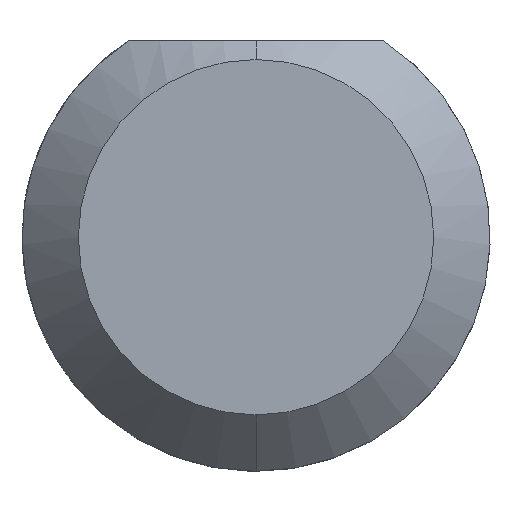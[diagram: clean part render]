
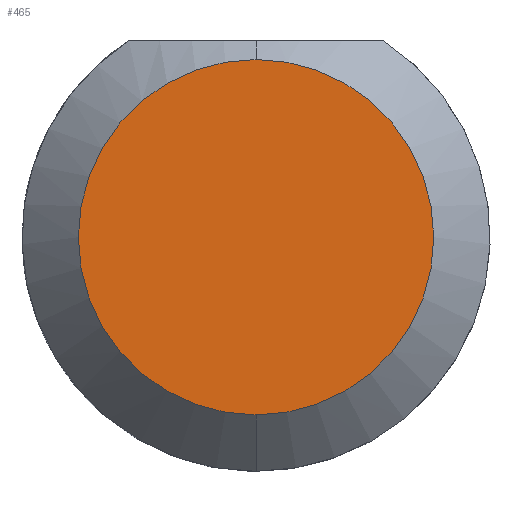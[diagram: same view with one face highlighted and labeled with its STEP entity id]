
A CAD part, left-side view. The second image highlights one B-rep face of the part: STEP entity #465.
In plain terms, the highlighted planar face has unit normal (-1, 0, 0).
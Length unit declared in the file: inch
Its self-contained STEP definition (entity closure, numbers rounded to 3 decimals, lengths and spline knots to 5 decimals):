
#15 = DIRECTION ( 'NONE',  ( 1., 0., 0. ) ) ;
#88 = EDGE_LOOP ( 'NONE', ( #194, #380 ) ) ;
#97 = CARTESIAN_POINT ( 'NONE',  ( 0., 0., 0.04735 ) ) ;
#99 = CARTESIAN_POINT ( 'NONE',  ( 0., 0., 0. ) ) ;
#144 = CARTESIAN_POINT ( 'NONE',  ( 0., 0., -0.04735 ) ) ;
#187 = CIRCLE ( 'NONE', #582, 0.04735 ) ;
#194 = ORIENTED_EDGE ( 'NONE', *, *, #614, .T. ) ;
#199 = VERTEX_POINT ( 'NONE', #144 ) ;
#277 = PLANE ( 'NONE',  #640 ) ;
#303 = DIRECTION ( 'NONE',  ( -1., 0., 0. ) ) ;
#314 = DIRECTION ( 'NONE',  ( -1., 0., 0. ) ) ;
#321 = CARTESIAN_POINT ( 'NONE',  ( 0., 0., 0. ) ) ;
#333 = FACE_OUTER_BOUND ( 'NONE', #88, .T. ) ;
#368 = EDGE_CURVE ( 'NONE', #404, #199, #187, .T. ) ;
#369 = DIRECTION ( 'NONE',  ( 0., 0., -1. ) ) ;
#380 = ORIENTED_EDGE ( 'NONE', *, *, #368, .T. ) ;
#404 = VERTEX_POINT ( 'NONE', #97 ) ;
#418 = AXIS2_PLACEMENT_3D ( 'NONE', #566, #303, #510 ) ;
#450 = CIRCLE ( 'NONE', #418, 0.04735 ) ;
#465 = ADVANCED_FACE ( 'NONE', ( #333 ), #277, .F. ) ;
#510 = DIRECTION ( 'NONE',  ( 0., 0., 1. ) ) ;
#566 = CARTESIAN_POINT ( 'NONE',  ( 0., 0., 0. ) ) ;
#582 = AXIS2_PLACEMENT_3D ( 'NONE', #99, #314, #630 ) ;
#614 = EDGE_CURVE ( 'NONE', #199, #404, #450, .T. ) ;
#630 = DIRECTION ( 'NONE',  ( 0., 0., 1. ) ) ;
#640 = AXIS2_PLACEMENT_3D ( 'NONE', #321, #15, #369 ) ;
